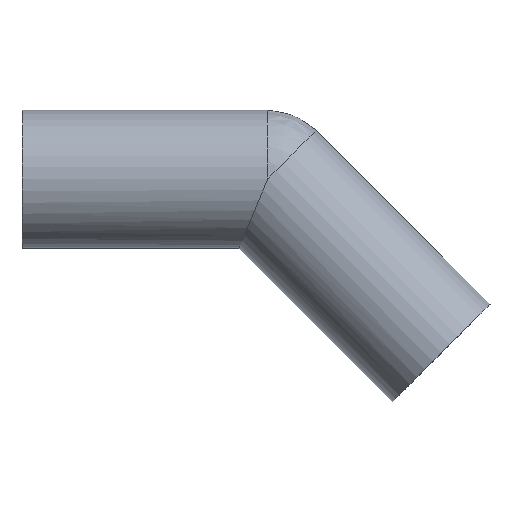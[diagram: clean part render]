
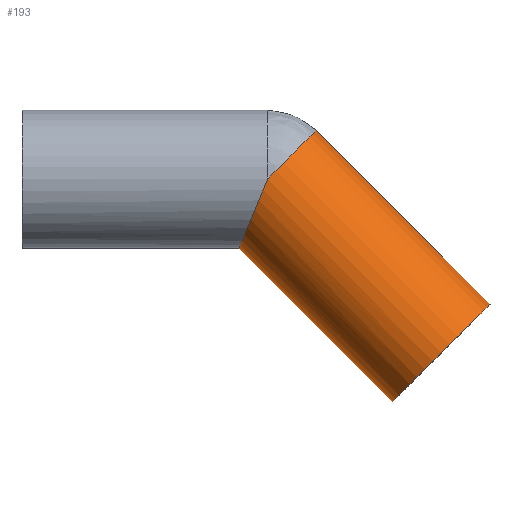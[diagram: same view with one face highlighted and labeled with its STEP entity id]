
A CAD part, top view. The second image highlights one B-rep face of the part: STEP entity #193.
In plain terms, the highlighted cylindrical face has radius 16 mm (diameter 32 mm), a partial arc.
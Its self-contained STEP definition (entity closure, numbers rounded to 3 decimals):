
#101 = VERTEX_POINT( '', #237 );
#109 = EDGE_CURVE( '', #197, #101, #247, .T. );
#111 = VERTEX_POINT( '', #249 );
#121 = EDGE_CURVE( '', #111, #129, #262, .T. );
#127 = EDGE_CURVE( '', #149, #129, #269, .T. );
#129 = VERTEX_POINT( '', #271 );
#143 = EDGE_CURVE( '', #197, #111, #285, .T. );
#149 = VERTEX_POINT( '', #292 );
#191 = EDGE_CURVE( '', #101, #149, #338, .T. );
#193 = ADVANCED_FACE( '', ( #340 ), #341, .T. );
#197 = VERTEX_POINT( '', #345 );
#237 = CARTESIAN_POINT( '', ( 85.991, -51.619, 0. ) );
#247 = LINE( '', #392, #393 );
#249 = CARTESIAN_POINT( '', ( 57., 0., 16. ) );
#262 = CIRCLE( '', #408, 16. );
#269 = LINE( '', #418, #419 );
#271 = CARTESIAN_POINT( '', ( 68.314, 11.314, 0. ) );
#285 = ELLIPSE( '', #443, 17.318, 16. );
#292 = CARTESIAN_POINT( '', ( 108.619, -28.991, 0. ) );
#338 = CIRCLE( '', #511, 16. );
#340 = FACE_OUTER_BOUND( '', #513, .T. );
#341 = CYLINDRICAL_SURFACE( '', #514, 16. );
#345 = CARTESIAN_POINT( '', ( 50.373, -16., 0. ) );
#392 = CARTESIAN_POINT( '', ( 65.839, -31.466, 0. ) );
#393 = VECTOR( '', #570, 1. );
#408 = AXIS2_PLACEMENT_3D( '', #589, #590, #591 );
#418 = CARTESIAN_POINT( '', ( 88.466, -8.839, 0. ) );
#419 = VECTOR( '', #602, 1. );
#443 = AXIS2_PLACEMENT_3D( '', #619, #620, #621 );
#511 = AXIS2_PLACEMENT_3D( '', #683, #684, #685 );
#513 = EDGE_LOOP( '', ( #687, #688, #689, #690, #691 ) );
#514 = AXIS2_PLACEMENT_3D( '', #692, #693, #694 );
#570 = DIRECTION( '', ( 0.707, -0.707, 0. ) );
#589 = CARTESIAN_POINT( '', ( 57., 0., 0. ) );
#590 = DIRECTION( '', ( -0.707, 0.707, 0. ) );
#591 = DIRECTION( '', ( 0.707, 0.707, 0. ) );
#602 = DIRECTION( '', ( -0.707, 0.707, 0. ) );
#619 = CARTESIAN_POINT( '', ( 57., 0., 0. ) );
#620 = DIRECTION( '', ( -0.924, 0.383, 0. ) );
#621 = DIRECTION( '', ( 0.383, 0.924, 0. ) );
#683 = CARTESIAN_POINT( '', ( 97.305, -40.305, 0. ) );
#684 = DIRECTION( '', ( -0.707, 0.707, 0. ) );
#685 = DIRECTION( '', ( 0.707, 0.707, 0. ) );
#687 = ORIENTED_EDGE( '', *, *, #127, .T. );
#688 = ORIENTED_EDGE( '', *, *, #121, .F. );
#689 = ORIENTED_EDGE( '', *, *, #143, .F. );
#690 = ORIENTED_EDGE( '', *, *, #109, .T. );
#691 = ORIENTED_EDGE( '', *, *, #191, .T. );
#692 = CARTESIAN_POINT( '', ( 77.153, -20.153, 0. ) );
#693 = DIRECTION( '', ( 0.707, -0.707, 0. ) );
#694 = DIRECTION( '', ( 0.707, 0.707, 0. ) );
